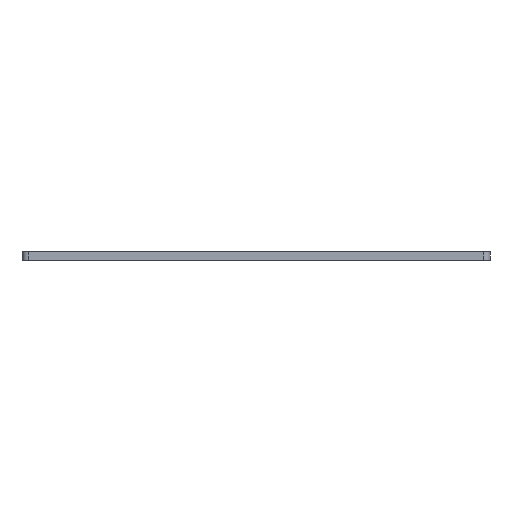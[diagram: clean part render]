
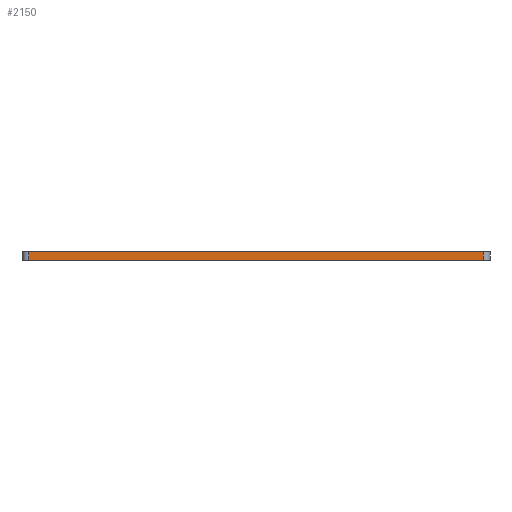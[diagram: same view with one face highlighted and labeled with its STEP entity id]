
A CAD part, left-side view. The second image highlights one B-rep face of the part: STEP entity #2150.
In plain terms, the highlighted planar face has unit normal (-1, 0, 0).
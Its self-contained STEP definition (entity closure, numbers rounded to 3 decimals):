
#1226=CARTESIAN_POINT('',(-580.,429.,396.));
#1227=VERTEX_POINT('',#1226);
#1235=CARTESIAN_POINT('',(-580.,223.,396.));
#1236=VERTEX_POINT('',#1235);
#1237=CARTESIAN_POINT('',(-580.,223.,396.));
#1238=DIRECTION('',(0.,1.,0.));
#1239=VECTOR('',#1238,206.);
#1240=LINE('',#1237,#1239);
#1241=EDGE_CURVE('',#1236,#1227,#1240,.T.);
#2120=CARTESIAN_POINT('',(-580.,320.,396.));
#2121=DIRECTION('',(-1.,0.,0.));
#2122=DIRECTION('',(0.,0.,1.));
#2123=AXIS2_PLACEMENT_3D('',#2120,#2121,#2122);
#2124=PLANE('',#2123);
#2125=CARTESIAN_POINT('',(-580.,223.,392.));
#2126=VERTEX_POINT('',#2125);
#2127=CARTESIAN_POINT('',(-580.,429.,392.));
#2128=VERTEX_POINT('',#2127);
#2129=CARTESIAN_POINT('',(-580.,223.,392.));
#2130=DIRECTION('',(0.,1.,0.));
#2131=VECTOR('',#2130,206.);
#2132=LINE('',#2129,#2131);
#2133=EDGE_CURVE('',#2126,#2128,#2132,.T.);
#2134=ORIENTED_EDGE('',*,*,#2133,.F.);
#2135=CARTESIAN_POINT('',(-580.,223.,392.));
#2136=DIRECTION('',(0.,-0.,1.));
#2137=VECTOR('',#2136,4.);
#2138=LINE('',#2135,#2137);
#2139=EDGE_CURVE('',#2126,#1236,#2138,.T.);
#2140=ORIENTED_EDGE('',*,*,#2139,.T.);
#2141=ORIENTED_EDGE('',*,*,#1241,.T.);
#2142=CARTESIAN_POINT('',(-580.,429.,396.));
#2143=DIRECTION('',(-0.,0.,-1.));
#2144=VECTOR('',#2143,4.);
#2145=LINE('',#2142,#2144);
#2146=EDGE_CURVE('',#1227,#2128,#2145,.T.);
#2147=ORIENTED_EDGE('',*,*,#2146,.T.);
#2148=EDGE_LOOP('',(#2134,#2140,#2141,#2147));
#2149=FACE_BOUND('',#2148,.T.);
#2150=ADVANCED_FACE('',(#2149),#2124,.T.);
